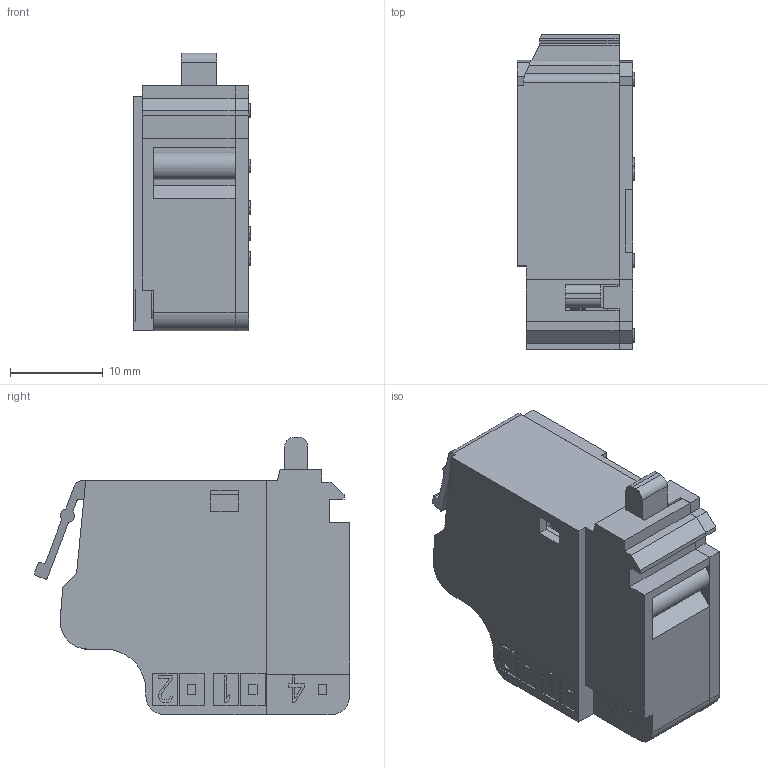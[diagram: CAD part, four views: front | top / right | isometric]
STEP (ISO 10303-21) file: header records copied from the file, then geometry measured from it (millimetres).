
FILE_DESCRIPTION((''),'2;1');
FILE_NAME('AX21-M8_ASM','2021-01-07T15:34:12',('zhxmin'),(''),'CREO PARAMETRIC BY PTC INC, 2018020','CREO PARAMETRIC BY PTC INC, 2018020','');
FILE_SCHEMA(('CONFIG_CONTROL_DESIGN','SHAPE_APPEARANCE_LAYERS_GROUPS'));
Products named in the file (18): 8005M0101125_98; 8557M0405101_68; 8550M0519118_10; 5550M1526178_ASM_11_ASM; 8557M0405102_44; 5550M1526177_ASM_6_ASM; 8557M0405104_50; 8ZTD-950-150-12433_1; M35X8-GB822_SOLID_1-14333_1; ASM0001_ASM_2_ASM; 8557M0405103_20; 8550M0519119_62; 5550M1526176_ASM_9_ASM; 8235M0101127_22; 8282471_1; 8005M0101124_112; 6237M1526009_ASM_29_ASM; AX21-M8_ASM
Assembly tree (20 placements, depth 4):
  AX21-M8_ASM
    6237M1526009_ASM_29_ASM
      8005M0101125_98
      5550M1526178_ASM_11_ASM
        8557M0405101_68
        8550M0519118_10
      5550M1526177_ASM_6_ASM
        8557M0405102_44
        8550M0519118_10
      8557M0405104_50
      ASM0001_ASM_2_ASM  x3
        8ZTD-950-150-12433_1
        M35X8-GB822_SOLID_1-14333_1
      5550M1526176_ASM_9_ASM
        8557M0405103_20
        8550M0519119_62
      8235M0101127_22
      8282471_1
      8005M0101124_112
Bounding box: 12.7 x 34.05 x 30.01 mm (x, y, z)
Volume: 4744.4 mm3; surface area: 9790.2 mm2
Topology: 17 solids, 20 shells, 1384 faces, 3805 edges, 2528 vertices
Faces by surface type: plane 1118, cylinder 174, cone 42, torus 36, sphere 8, bspline 6
Entity records: 47430 total; most frequent: CARTESIAN_POINT 11632, ORIENTED_EDGE 6630, DIRECTION 6129, EDGE_CURVE 3321, VECTOR 2863, LINE 2863, VERTEX_POINT 2209, AXIS2_PLACEMENT_3D 1633
